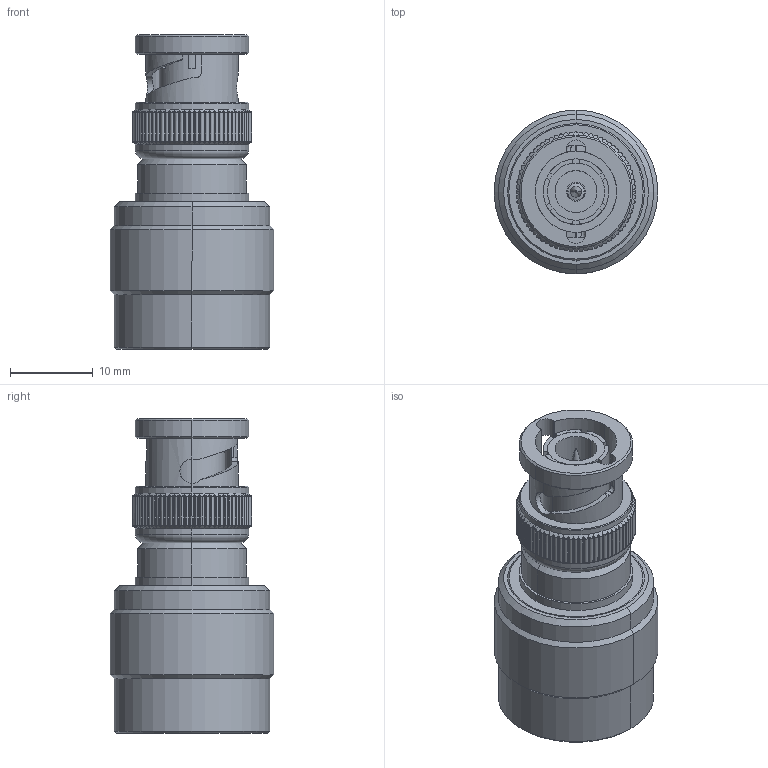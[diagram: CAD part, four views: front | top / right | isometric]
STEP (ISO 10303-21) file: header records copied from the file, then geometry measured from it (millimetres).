
FILE_DESCRIPTION (( 'STEP AP203' ), '1' );
FILE_NAME ('FMAD1316_3D.STEP', '2022-03-18T21:05:12', ( '' ), ( '' ), 'SwSTEP 2.0', 'SolidWorks 2021', '' );
FILE_SCHEMA (( 'CONFIG_CONTROL_DESIGN' ));
Length unit declared in the file: inch
Products named in the file (3): FMAD1316_3D; Copy of BNC Male body^FMAD1316_with flange; Copy of C Male body^FMAD1316
Assembly tree (2 placements, depth 2):
  FMAD1316_3D
    Copy of BNC Male body^FMAD1316_with flange
    Copy of C Male body^FMAD1316
Bounding box: 19.81 x 19.81 x 38.08 mm (x, y, z)
Volume: 6232.6 mm3; surface area: 4957.6 mm2
Topology: 3 solids, 4 shells, 467 faces, 1265 edges, 815 vertices
Faces by surface type: plane 221, cylinder 183, cone 44, torus 9, bspline 8, sphere 2
Entity records: 16566 total; most frequent: CARTESIAN_POINT 5434, ORIENTED_EDGE 2526, DIRECTION 1885, EDGE_CURVE 1263, VERTEX_POINT 815, AXIS2_PLACEMENT_3D 700, B_SPLINE_CURVE_WITH_KNOTS 532, VECTOR 485
